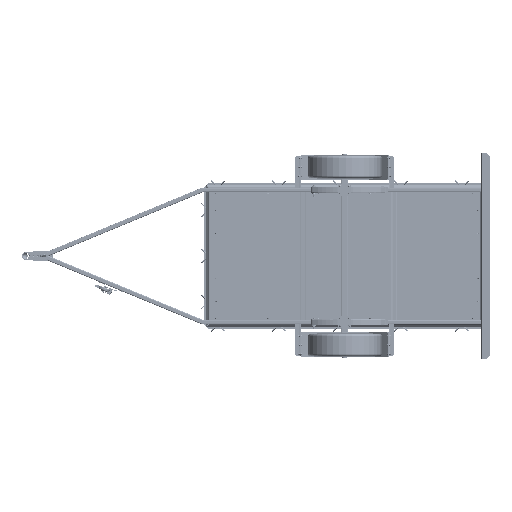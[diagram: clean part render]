
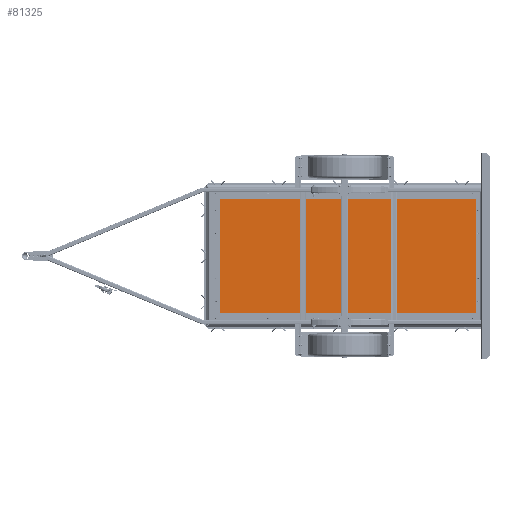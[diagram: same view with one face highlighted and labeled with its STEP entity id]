
A CAD part, front view. The second image highlights one B-rep face of the part: STEP entity #81325.
In plain terms, the highlighted planar face has unit normal (0, -1, 0).
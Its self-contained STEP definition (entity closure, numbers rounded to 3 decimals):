
#5517=FACE_BOUND('',#16736,.T.);
#5518=FACE_BOUND('',#16737,.T.);
#5519=FACE_BOUND('',#16738,.T.);
#5520=FACE_BOUND('',#16739,.T.);
#5521=FACE_BOUND('',#16740,.T.);
#10764=FACE_OUTER_BOUND('',#16735,.T.);
#16735=EDGE_LOOP('',(#65686,#65687,#65688,#65689));
#16736=EDGE_LOOP('',(#65690));
#16737=EDGE_LOOP('',(#65691));
#16738=EDGE_LOOP('',(#65692));
#16739=EDGE_LOOP('',(#65693));
#16740=EDGE_LOOP('',(#65694));
#20235=LINE('',#149915,#24423);
#21679=LINE('',#154999,#25867);
#21697=LINE('',#155026,#25885);
#21705=LINE('',#155044,#25893);
#24423=VECTOR('',#104476,10.);
#25867=VECTOR('',#108440,10.);
#25885=VECTOR('',#108466,10.);
#25893=VECTOR('',#108482,10.);
#29774=CIRCLE('',#89577,6.);
#29775=CIRCLE('',#89578,6.);
#29776=CIRCLE('',#89579,6.);
#29777=CIRCLE('',#89580,6.);
#29778=CIRCLE('',#89581,6.);
#34704=VERTEX_POINT('',#149909);
#34706=VERTEX_POINT('',#149913);
#36022=VERTEX_POINT('',#154997);
#36025=VERTEX_POINT('',#155018);
#36258=VERTEX_POINT('',#156724);
#36259=VERTEX_POINT('',#156726);
#36260=VERTEX_POINT('',#156728);
#36261=VERTEX_POINT('',#156730);
#36262=VERTEX_POINT('',#156732);
#43726=EDGE_CURVE('',#34706,#34704,#20235,.T.);
#45839=EDGE_CURVE('',#36022,#34706,#21679,.T.);
#45858=EDGE_CURVE('',#36025,#34704,#21697,.T.);
#45867=EDGE_CURVE('',#36025,#36022,#21705,.T.);
#46313=EDGE_CURVE('',#36258,#36258,#29774,.T.);
#46314=EDGE_CURVE('',#36259,#36259,#29775,.T.);
#46315=EDGE_CURVE('',#36260,#36260,#29776,.T.);
#46316=EDGE_CURVE('',#36261,#36261,#29777,.T.);
#46317=EDGE_CURVE('',#36262,#36262,#29778,.T.);
#65686=ORIENTED_EDGE('',*,*,#45858,.T.);
#65687=ORIENTED_EDGE('',*,*,#43726,.F.);
#65688=ORIENTED_EDGE('',*,*,#45839,.F.);
#65689=ORIENTED_EDGE('',*,*,#45867,.F.);
#65690=ORIENTED_EDGE('',*,*,#46313,.T.);
#65691=ORIENTED_EDGE('',*,*,#46314,.T.);
#65692=ORIENTED_EDGE('',*,*,#46315,.T.);
#65693=ORIENTED_EDGE('',*,*,#46316,.T.);
#65694=ORIENTED_EDGE('',*,*,#46317,.T.);
#72296=PLANE('',#89576);
#81325=ADVANCED_FACE('',(#10764,#5517,#5518,#5519,#5520,#5521),#72296,.F.);
#89576=AXIS2_PLACEMENT_3D('',#156723,#109365,#109366);
#89577=AXIS2_PLACEMENT_3D('',#156725,#109367,#109368);
#89578=AXIS2_PLACEMENT_3D('',#156727,#109369,#109370);
#89579=AXIS2_PLACEMENT_3D('',#156729,#109371,#109372);
#89580=AXIS2_PLACEMENT_3D('',#156731,#109373,#109374);
#89581=AXIS2_PLACEMENT_3D('',#156733,#109375,#109376);
#104476=DIRECTION('',(0.,0.,-1.));
#108440=DIRECTION('',(1.,0.,0.));
#108466=DIRECTION('',(1.,0.,0.));
#108482=DIRECTION('',(0.,0.,1.));
#109365=DIRECTION('center_axis',(0.,1.,0.));
#109366=DIRECTION('ref_axis',(0.,0.,-1.));
#109367=DIRECTION('center_axis',(0.,1.,0.));
#109368=DIRECTION('ref_axis',(1.,0.,0.));
#109369=DIRECTION('center_axis',(0.,1.,0.));
#109370=DIRECTION('ref_axis',(1.,0.,0.));
#109371=DIRECTION('center_axis',(0.,1.,0.));
#109372=DIRECTION('ref_axis',(1.,0.,0.));
#109373=DIRECTION('center_axis',(0.,1.,0.));
#109374=DIRECTION('ref_axis',(1.,0.,0.));
#109375=DIRECTION('center_axis',(0.,1.,0.));
#109376=DIRECTION('ref_axis',(1.,0.,0.));
#149909=CARTESIAN_POINT('',(1200.,39.5,-500.));
#149913=CARTESIAN_POINT('',(1200.,39.5,500.));
#149915=CARTESIAN_POINT('',(1200.,39.5,600.));
#154997=CARTESIAN_POINT('',(-1094.051,39.5,500.));
#154999=CARTESIAN_POINT('',(1200.,39.5,500.));
#155018=CARTESIAN_POINT('',(-1094.051,39.5,-500.));
#155026=CARTESIAN_POINT('',(1200.,39.5,-500.));
#155044=CARTESIAN_POINT('',(-1094.051,39.5,650.));
#156723=CARTESIAN_POINT('Origin',(10.,39.5,0.));
#156724=CARTESIAN_POINT('',(1164.,39.5,-400.));
#156725=CARTESIAN_POINT('Origin',(1170.,39.5,-400.));
#156726=CARTESIAN_POINT('',(1164.,39.5,0.));
#156727=CARTESIAN_POINT('Origin',(1170.,39.5,0.));
#156728=CARTESIAN_POINT('',(1164.,39.5,200.));
#156729=CARTESIAN_POINT('Origin',(1170.,39.5,200.));
#156730=CARTESIAN_POINT('',(1164.,39.5,-200.));
#156731=CARTESIAN_POINT('Origin',(1170.,39.5,-200.));
#156732=CARTESIAN_POINT('',(1164.,39.5,400.));
#156733=CARTESIAN_POINT('Origin',(1170.,39.5,400.));
